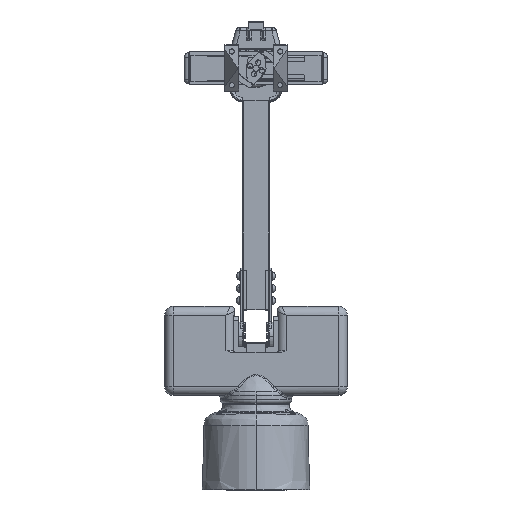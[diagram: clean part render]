
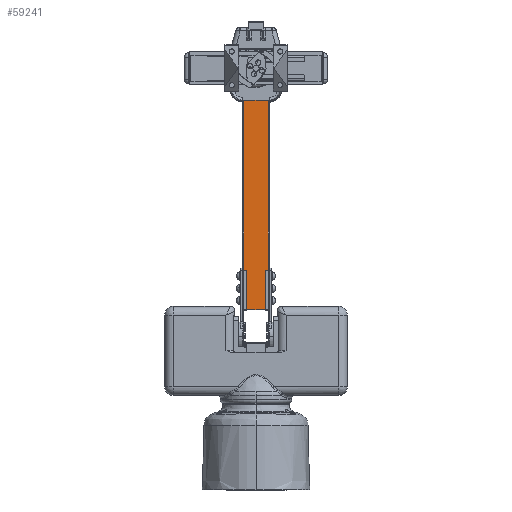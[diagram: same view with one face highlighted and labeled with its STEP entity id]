
A CAD part, top view. The second image highlights one B-rep face of the part: STEP entity #59241.
In plain terms, the highlighted planar face has unit normal (0, 0, 1).
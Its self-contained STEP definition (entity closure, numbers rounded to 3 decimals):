
#442 = FACE_OUTER_BOUND ( 'NONE', #209477, .T. ) ;
#1137 = CARTESIAN_POINT ( 'NONE',  ( 14., 227.5, 10. ) ) ;
#1953 = LINE ( 'NONE', #186489, #211004 ) ;
#4562 = VERTEX_POINT ( 'NONE', #1137 ) ;
#7260 = VECTOR ( 'NONE', #196650, 1000. ) ;
#14671 = CARTESIAN_POINT ( 'NONE',  ( 11., -9.5, 10. ) ) ;
#16894 = CARTESIAN_POINT ( 'NONE',  ( 14., 280., 10. ) ) ;
#17948 = DIRECTION ( 'NONE',  ( 0.707, -0.707, 0. ) ) ;
#18015 = VECTOR ( 'NONE', #169592, 1000. ) ;
#18042 = AXIS2_PLACEMENT_3D ( 'NONE', #165250, #146863, #105004 ) ;
#18600 = ORIENTED_EDGE ( 'NONE', *, *, #58233, .T. ) ;
#33526 = LINE ( 'NONE', #247292, #18015 ) ;
#36573 = DIRECTION ( 'NONE',  ( 0., 1., 0. ) ) ;
#37015 = DIRECTION ( 'NONE',  ( 0., 1., 0. ) ) ;
#40080 = CARTESIAN_POINT ( 'NONE',  ( 14., 35.046, 10. ) ) ;
#41836 = ORIENTED_EDGE ( 'NONE', *, *, #215010, .T. ) ;
#44161 = LINE ( 'NONE', #81560, #246854 ) ;
#45230 = EDGE_CURVE ( 'NONE', #226735, #136877, #33526, .T. ) ;
#45371 = VECTOR ( 'NONE', #37015, 1000. ) ;
#45513 = CARTESIAN_POINT ( 'NONE',  ( 11., 35.046, 10. ) ) ;
#58233 = EDGE_CURVE ( 'NONE', #4562, #249292, #197610, .T. ) ;
#59241 = ADVANCED_FACE ( 'NONE', ( #442 ), #61580, .F. ) ;
#61580 = PLANE ( 'NONE',  #18042 ) ;
#69548 = LINE ( 'NONE', #176524, #7260 ) ;
#71156 = EDGE_CURVE ( 'NONE', #181730, #93379, #69548, .T. ) ;
#74990 = VECTOR ( 'NONE', #101532, 1000. ) ;
#81560 = CARTESIAN_POINT ( 'NONE',  ( 11., -9.5, 10. ) ) ;
#85039 = ORIENTED_EDGE ( 'NONE', *, *, #97298, .F. ) ;
#91042 = VERTEX_POINT ( 'NONE', #40080 ) ;
#93379 = VERTEX_POINT ( 'NONE', #225268 ) ;
#95250 = CARTESIAN_POINT ( 'NONE',  ( -11.5, -10., 10. ) ) ;
#97298 = EDGE_CURVE ( 'NONE', #136877, #250441, #44161, .T. ) ;
#101532 = DIRECTION ( 'NONE',  ( -1., 0., 0. ) ) ;
#105004 = DIRECTION ( 'NONE',  ( 1., 0., 0. ) ) ;
#106248 = ORIENTED_EDGE ( 'NONE', *, *, #71156, .F. ) ;
#112486 = ORIENTED_EDGE ( 'NONE', *, *, #45230, .F. ) ;
#113254 = CARTESIAN_POINT ( 'NONE',  ( -14., 280., 10. ) ) ;
#124735 = CARTESIAN_POINT ( 'NONE',  ( -11.5, -10., 10. ) ) ;
#125592 = VECTOR ( 'NONE', #206139, 1000. ) ;
#130296 = VECTOR ( 'NONE', #174751, 1000. ) ;
#136877 = VERTEX_POINT ( 'NONE', #14671 ) ;
#138400 = LINE ( 'NONE', #95250, #238418 ) ;
#141752 = CARTESIAN_POINT ( 'NONE',  ( 11.5, -10., 10. ) ) ;
#145070 = EDGE_CURVE ( 'NONE', #198210, #175447, #138400, .T. ) ;
#145782 = LINE ( 'NONE', #154561, #130296 ) ;
#145897 = ORIENTED_EDGE ( 'NONE', *, *, #212102, .F. ) ;
#146863 = DIRECTION ( 'NONE',  ( 0., 0., -1. ) ) ;
#148878 = CARTESIAN_POINT ( 'NONE',  ( -11., 35.046, 10. ) ) ;
#154561 = CARTESIAN_POINT ( 'NONE',  ( 15., 35.046, 10. ) ) ;
#162961 = ORIENTED_EDGE ( 'NONE', *, *, #225096, .F. ) ;
#165250 = CARTESIAN_POINT ( 'NONE',  ( 0., 280., 10. ) ) ;
#165880 = EDGE_CURVE ( 'NONE', #250441, #198210, #199942, .T. ) ;
#169592 = DIRECTION ( 'NONE',  ( 0., -1., 0. ) ) ;
#174751 = DIRECTION ( 'NONE',  ( 1., 0., 0. ) ) ;
#175447 = VERTEX_POINT ( 'NONE', #208590 ) ;
#176524 = CARTESIAN_POINT ( 'NONE',  ( -15., 35.046, 10. ) ) ;
#179522 = LINE ( 'NONE', #16894, #45371 ) ;
#181730 = VERTEX_POINT ( 'NONE', #148878 ) ;
#186489 = CARTESIAN_POINT ( 'NONE',  ( -11., -10., 10. ) ) ;
#186860 = CARTESIAN_POINT ( 'NONE',  ( 0., 227.5, 10. ) ) ;
#190705 = LINE ( 'NONE', #113254, #193735 ) ;
#193735 = VECTOR ( 'NONE', #36573, 1000. ) ;
#194844 = ORIENTED_EDGE ( 'NONE', *, *, #258976, .T. ) ;
#195683 = DIRECTION ( 'NONE',  ( 0.707, 0.707, 0. ) ) ;
#196650 = DIRECTION ( 'NONE',  ( -1., 0., 0. ) ) ;
#197610 = LINE ( 'NONE', #186860, #125592 ) ;
#198210 = VERTEX_POINT ( 'NONE', #124735 ) ;
#199942 = LINE ( 'NONE', #220348, #74990 ) ;
#206139 = DIRECTION ( 'NONE',  ( -1., 0., 0. ) ) ;
#208590 = CARTESIAN_POINT ( 'NONE',  ( -11., -9.5, 10. ) ) ;
#209353 = ORIENTED_EDGE ( 'NONE', *, *, #145070, .F. ) ;
#209477 = EDGE_LOOP ( 'NONE', ( #194844, #18600, #162961, #106248, #145897, #209353, #258530, #85039, #112486, #41836 ) ) ;
#210100 = DIRECTION ( 'NONE',  ( 0., 1., 0. ) ) ;
#211004 = VECTOR ( 'NONE', #210100, 1000. ) ;
#211432 = CARTESIAN_POINT ( 'NONE',  ( -14., 227.5, 10. ) ) ;
#212102 = EDGE_CURVE ( 'NONE', #175447, #181730, #1953, .T. ) ;
#215010 = EDGE_CURVE ( 'NONE', #226735, #91042, #145782, .T. ) ;
#220348 = CARTESIAN_POINT ( 'NONE',  ( 0., -10., 10. ) ) ;
#225096 = EDGE_CURVE ( 'NONE', #93379, #249292, #190705, .T. ) ;
#225268 = CARTESIAN_POINT ( 'NONE',  ( -14., 35.046, 10. ) ) ;
#226735 = VERTEX_POINT ( 'NONE', #45513 ) ;
#238418 = VECTOR ( 'NONE', #195683, 1000. ) ;
#246854 = VECTOR ( 'NONE', #17948, 1000. ) ;
#247292 = CARTESIAN_POINT ( 'NONE',  ( 11., -10., 10. ) ) ;
#249292 = VERTEX_POINT ( 'NONE', #211432 ) ;
#250441 = VERTEX_POINT ( 'NONE', #141752 ) ;
#258530 = ORIENTED_EDGE ( 'NONE', *, *, #165880, .F. ) ;
#258976 = EDGE_CURVE ( 'NONE', #91042, #4562, #179522, .T. ) ;
